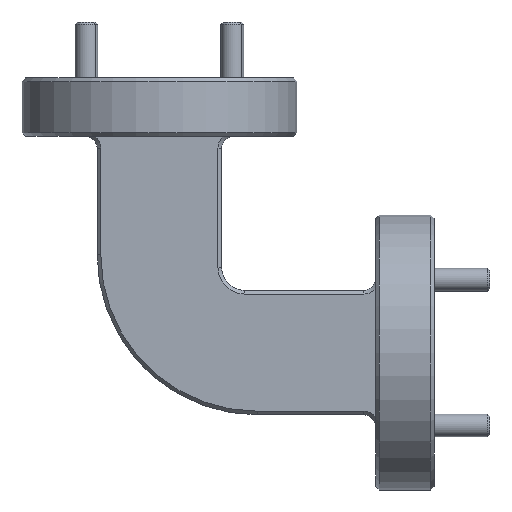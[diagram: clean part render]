
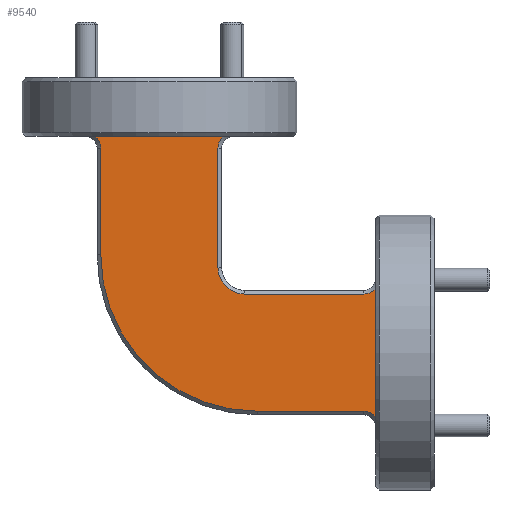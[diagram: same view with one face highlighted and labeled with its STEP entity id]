
A CAD part, front view. The second image highlights one B-rep face of the part: STEP entity #9540.
In plain terms, the highlighted planar face has unit normal (0, -1, 0).
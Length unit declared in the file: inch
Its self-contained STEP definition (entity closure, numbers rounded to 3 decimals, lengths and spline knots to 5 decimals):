
#213 = EDGE_CURVE ( 'NONE', #6651, #3502, #9745, .T. ) ;
#317 = EDGE_CURVE ( 'NONE', #8000, #2157, #8923, .T. ) ;
#319 = AXIS2_PLACEMENT_3D ( 'NONE', #11353, #12746, #11588 ) ;
#404 = VECTOR ( 'NONE', #1280, 39.37008 ) ;
#529 = EDGE_LOOP ( 'NONE', ( #13189, #1273, #2470, #2090, #12104, #1788, #9308, #10189, #12282, #12956, #12239, #2746 ) ) ;
#556 = CARTESIAN_POINT ( 'NONE',  ( -0.75, -0.175, 0.16 ) ) ;
#791 = EDGE_CURVE ( 'NONE', #12984, #7840, #8136, .T. ) ;
#858 = CARTESIAN_POINT ( 'NONE',  ( -0.59, -0.175, 0.75 ) ) ;
#897 = DIRECTION ( 'NONE',  ( 0., 0., -1. ) ) ;
#906 = VERTEX_POINT ( 'NONE', #13049 ) ;
#1061 = DIRECTION ( 'NONE',  ( 0., 1., 0. ) ) ;
#1273 = ORIENTED_EDGE ( 'NONE', *, *, #8956, .T. ) ;
#1280 = DIRECTION ( 'NONE',  ( 1., 0., 0. ) ) ;
#1317 = CIRCLE ( 'NONE', #3816, 0.042 ) ;
#1477 = AXIS2_PLACEMENT_3D ( 'NONE', #3932, #13684, #6216 ) ;
#1495 = DIRECTION ( 'NONE',  ( -1., 0., 0. ) ) ;
#1550 = VECTOR ( 'NONE', #11202, 39.37008 ) ;
#1642 = DIRECTION ( 'NONE',  ( 0., 1., 0. ) ) ;
#1788 = ORIENTED_EDGE ( 'NONE', *, *, #11253, .T. ) ;
#2090 = ORIENTED_EDGE ( 'NONE', *, *, #7716, .T. ) ;
#2157 = VERTEX_POINT ( 'NONE', #6241 ) ;
#2470 = ORIENTED_EDGE ( 'NONE', *, *, #791, .T. ) ;
#2522 = CARTESIAN_POINT ( 'NONE',  ( -0.91, -0.175, 0.558 ) ) ;
#2674 = EDGE_CURVE ( 'NONE', #13774, #7678, #6841, .T. ) ;
#2746 = ORIENTED_EDGE ( 'NONE', *, *, #13316, .T. ) ;
#2891 = AXIS2_PLACEMENT_3D ( 'NONE', #6660, #2946, #9111 ) ;
#2946 = DIRECTION ( 'NONE',  ( 0., 1., 0. ) ) ;
#3245 = VERTEX_POINT ( 'NONE', #4767 ) ;
#3270 = FACE_OUTER_BOUND ( 'NONE', #529, .T. ) ;
#3329 = CARTESIAN_POINT ( 'NONE',  ( -0.9248, -0.175, 0.59 ) ) ;
#3384 = CARTESIAN_POINT ( 'NONE',  ( -0.16, -0.175, 0.1748 ) ) ;
#3502 = VERTEX_POINT ( 'NONE', #3329 ) ;
#3571 = CARTESIAN_POINT ( 'NONE',  ( -0.192, -0.175, -0.202 ) ) ;
#3799 = AXIS2_PLACEMENT_3D ( 'NONE', #13895, #6895, #5712 ) ;
#3816 = AXIS2_PLACEMENT_3D ( 'NONE', #3571, #1061, #5926 ) ;
#3932 = CARTESIAN_POINT ( 'NONE',  ( -0.483, -0.175, 0.267 ) ) ;
#4035 = EDGE_CURVE ( 'NONE', #3245, #10269, #15498, .T. ) ;
#4767 = CARTESIAN_POINT ( 'NONE',  ( -0.483, -0.175, -0.16 ) ) ;
#5103 = DIRECTION ( 'NONE',  ( -1., 0., 0. ) ) ;
#5354 = DIRECTION ( 'NONE',  ( -1., 0., 0. ) ) ;
#5712 = DIRECTION ( 'NONE',  ( -1., 0., 0. ) ) ;
#5756 = CARTESIAN_POINT ( 'NONE',  ( -0.75, -0.175, -0.16 ) ) ;
#5828 = AXIS2_PLACEMENT_3D ( 'NONE', #8702, #7526, #9818 ) ;
#5926 = DIRECTION ( 'NONE',  ( -1., 0., 0. ) ) ;
#5954 = VERTEX_POINT ( 'NONE', #13548 ) ;
#6216 = DIRECTION ( 'NONE',  ( -1., 0., 0. ) ) ;
#6241 = CARTESIAN_POINT ( 'NONE',  ( -0.192, -0.175, 0.16 ) ) ;
#6381 = CARTESIAN_POINT ( 'NONE',  ( -0.59, -0.175, 0.2325 ) ) ;
#6449 = LINE ( 'NONE', #556, #9993 ) ;
#6651 = VERTEX_POINT ( 'NONE', #7291 ) ;
#6660 = CARTESIAN_POINT ( 'NONE',  ( -0.192, -0.175, 0.202 ) ) ;
#6841 = LINE ( 'NONE', #858, #13399 ) ;
#6895 = DIRECTION ( 'NONE',  ( 0., 1., 0. ) ) ;
#7291 = CARTESIAN_POINT ( 'NONE',  ( -0.5752, -0.175, 0.59 ) ) ;
#7526 = DIRECTION ( 'NONE',  ( 0., 1., 0. ) ) ;
#7678 = VERTEX_POINT ( 'NONE', #9922 ) ;
#7716 = EDGE_CURVE ( 'NONE', #7840, #3245, #14539, .T. ) ;
#7840 = VERTEX_POINT ( 'NONE', #12661 ) ;
#8000 = VERTEX_POINT ( 'NONE', #3384 ) ;
#8076 = PLANE ( 'NONE',  #3799 ) ;
#8136 = LINE ( 'NONE', #13878, #13465 ) ;
#8571 = CARTESIAN_POINT ( 'NONE',  ( -0.92, -0.175, 0.59 ) ) ;
#8702 = CARTESIAN_POINT ( 'NONE',  ( -0.548, -0.175, 0.558 ) ) ;
#8923 = CIRCLE ( 'NONE', #2891, 0.042 ) ;
#8956 = EDGE_CURVE ( 'NONE', #3502, #12984, #10057, .T. ) ;
#9111 = DIRECTION ( 'NONE',  ( -1., 0., 0. ) ) ;
#9308 = ORIENTED_EDGE ( 'NONE', *, *, #11275, .T. ) ;
#9540 = ADVANCED_FACE ( 'NONE', ( #3270 ), #8076, .F. ) ;
#9745 = LINE ( 'NONE', #8571, #13200 ) ;
#9818 = DIRECTION ( 'NONE',  ( -1., 0., 0. ) ) ;
#9922 = CARTESIAN_POINT ( 'NONE',  ( -0.59, -0.175, 0.558 ) ) ;
#9993 = VECTOR ( 'NONE', #5354, 39.37008 ) ;
#10057 = CIRCLE ( 'NONE', #13332, 0.042 ) ;
#10143 = CARTESIAN_POINT ( 'NONE',  ( -0.952, -0.175, 0.558 ) ) ;
#10189 = ORIENTED_EDGE ( 'NONE', *, *, #317, .T. ) ;
#10269 = VERTEX_POINT ( 'NONE', #10404 ) ;
#10307 = EDGE_CURVE ( 'NONE', #5954, #13774, #13137, .T. ) ;
#10404 = CARTESIAN_POINT ( 'NONE',  ( -0.192, -0.175, -0.16 ) ) ;
#10539 = DIRECTION ( 'NONE',  ( 0., 0., 1. ) ) ;
#10969 = CARTESIAN_POINT ( 'NONE',  ( -0.16, -0.175, 0.17 ) ) ;
#11202 = DIRECTION ( 'NONE',  ( 0., 0., 1. ) ) ;
#11253 = EDGE_CURVE ( 'NONE', #10269, #906, #1317, .T. ) ;
#11275 = EDGE_CURVE ( 'NONE', #906, #8000, #13628, .T. ) ;
#11353 = CARTESIAN_POINT ( 'NONE',  ( -0.5175, -0.175, 0.2325 ) ) ;
#11588 = DIRECTION ( 'NONE',  ( -1., 0., 0. ) ) ;
#12104 = ORIENTED_EDGE ( 'NONE', *, *, #4035, .T. ) ;
#12239 = ORIENTED_EDGE ( 'NONE', *, *, #2674, .T. ) ;
#12282 = ORIENTED_EDGE ( 'NONE', *, *, #13756, .T. ) ;
#12661 = CARTESIAN_POINT ( 'NONE',  ( -0.91, -0.175, 0.267 ) ) ;
#12746 = DIRECTION ( 'NONE',  ( 0., 1., 0. ) ) ;
#12956 = ORIENTED_EDGE ( 'NONE', *, *, #10307, .T. ) ;
#12984 = VERTEX_POINT ( 'NONE', #2522 ) ;
#13049 = CARTESIAN_POINT ( 'NONE',  ( -0.16, -0.175, -0.1748 ) ) ;
#13137 = CIRCLE ( 'NONE', #319, 0.0725 ) ;
#13189 = ORIENTED_EDGE ( 'NONE', *, *, #213, .T. ) ;
#13200 = VECTOR ( 'NONE', #5103, 39.37008 ) ;
#13316 = EDGE_CURVE ( 'NONE', #7678, #6651, #13598, .T. ) ;
#13332 = AXIS2_PLACEMENT_3D ( 'NONE', #10143, #1642, #1495 ) ;
#13399 = VECTOR ( 'NONE', #10539, 39.37008 ) ;
#13465 = VECTOR ( 'NONE', #897, 39.37008 ) ;
#13548 = CARTESIAN_POINT ( 'NONE',  ( -0.5175, -0.175, 0.16 ) ) ;
#13598 = CIRCLE ( 'NONE', #5828, 0.042 ) ;
#13628 = LINE ( 'NONE', #10969, #1550 ) ;
#13684 = DIRECTION ( 'NONE',  ( 0., -1., 0. ) ) ;
#13756 = EDGE_CURVE ( 'NONE', #2157, #5954, #6449, .T. ) ;
#13774 = VERTEX_POINT ( 'NONE', #6381 ) ;
#13878 = CARTESIAN_POINT ( 'NONE',  ( -0.91, -0.175, 0.75 ) ) ;
#13895 = CARTESIAN_POINT ( 'NONE',  ( -0.75, -0.175, 0.75 ) ) ;
#14539 = CIRCLE ( 'NONE', #1477, 0.427 ) ;
#15498 = LINE ( 'NONE', #5756, #404 ) ;
